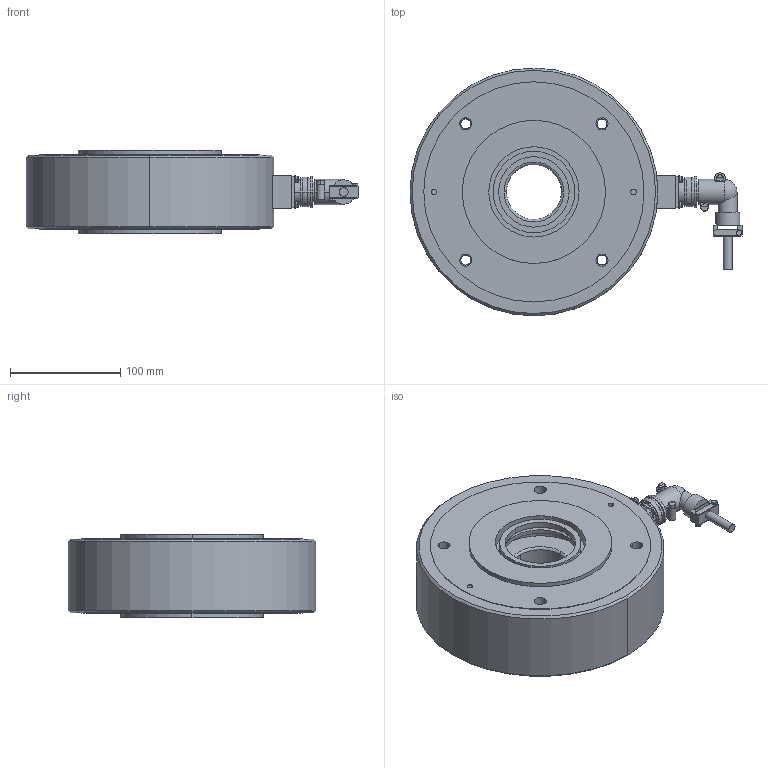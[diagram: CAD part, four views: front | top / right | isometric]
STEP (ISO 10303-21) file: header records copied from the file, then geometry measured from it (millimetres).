
FILE_DESCRIPTION((''),'2;1');
FILE_NAME('50166.stp','2007-01-15T10:44:27',(''),(''),'Mechanical Desktop 2007','Mechanical Desktop 2007',', , ');
FILE_SCHEMA(('CONFIG_CONTROL_DESIGN'));
Length unit declared in the file: millimetre
Products named in the file (25): L50166; L49152; TEIL1AAAA; L49153; TEIL1AAA; L4340402; TEIL1AA; FLANSCHDOSE_WINKEL_AMPH_4-POLIG; TEIL1A; V_RING_V65A; V_RING_V65AA; L4963304; TEIL1; L49026; TEIL1AAAAA; FEDERRING_M3; FEDERRING_M3A; I-6KT_SCHRAUBE_M3X25; I-6KT_SCHRAUBE_M3X25A; I-6KT_SCHRAUBE_M6X60A; I-6KT_SCHRAUBE_M6X60; PENDELKUGELLAGER_1310TVA; PENDELKUGELLAGER_1310TV; SICHERUNGSRING_J110A; SICHERUNGSRING_J110
Assembly tree (32 placements, depth 3):
  L50166
    L49152
      TEIL1AAAA
    L49153
      TEIL1AAA
    L4340402  x2
      TEIL1AA
    FLANSCHDOSE_WINKEL_AMPH_4-POLIG
      TEIL1A
    V_RING_V65A  x2
      V_RING_V65AA
    L4963304
      TEIL1
    L49026
      TEIL1AAAAA
    FEDERRING_M3  x4
      FEDERRING_M3A
    I-6KT_SCHRAUBE_M3X25  x4
      I-6KT_SCHRAUBE_M3X25A
    I-6KT_SCHRAUBE_M6X60A
      I-6KT_SCHRAUBE_M6X60
    PENDELKUGELLAGER_1310TVA
      PENDELKUGELLAGER_1310TV
    SICHERUNGSRING_J110A
      SICHERUNGSRING_J110
Bounding box: 301.5 x 225 x 75.9 mm (x, y, z)
Volume: 2421957.7 mm3; surface area: 391222.3 mm2
Topology: 20 solids, 20 shells, 409 faces, 981 edges, 642 vertices
Faces by surface type: cylinder 232, plane 120, cone 34, torus 18, bspline 4, sphere 1
Entity records: 10429 total; most frequent: CARTESIAN_POINT 1981, DIRECTION 1885, ORIENTED_EDGE 1524, AXIS2_PLACEMENT_3D 789, EDGE_CURVE 762, VERTEX_POINT 501, CIRCLE 440, EDGE_LOOP 433
